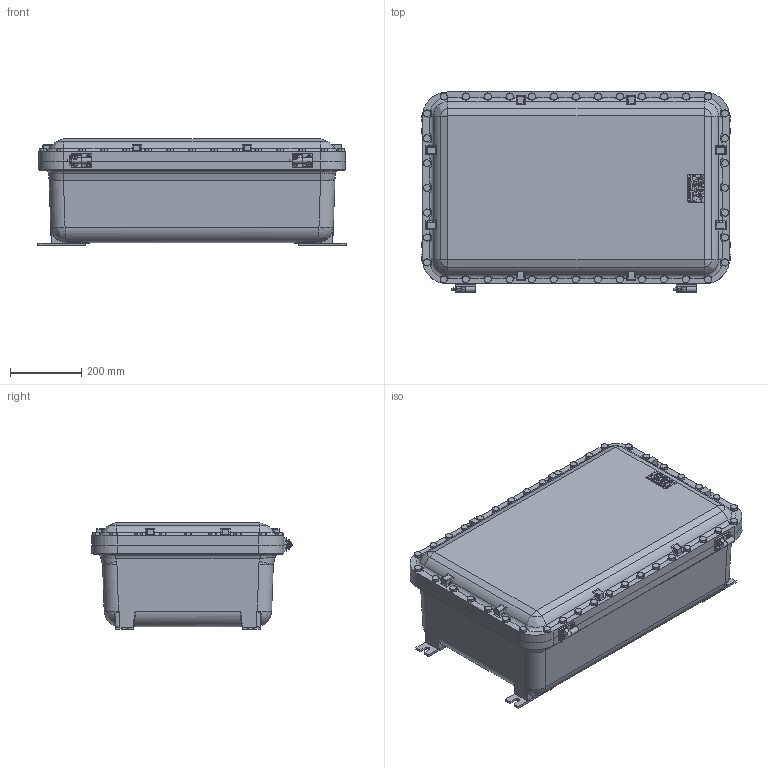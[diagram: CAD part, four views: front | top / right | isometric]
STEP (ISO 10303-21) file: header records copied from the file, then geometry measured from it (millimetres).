
FILE_DESCRIPTION(/* description */ (''),/* implementation_level */ '2;1');
FILE_NAME(/* name */ 'KIL_B7EH.stp',/* time_stamp */ '2018-01-08T12:47:32+05:00',/* author */ ('ypadmaraja'),/* organization */ (''),/* preprocessor_version */ 'ST-DEVELOPER v16.13',/* originating_system */ 'Autodesk Inventor 2018',/* authorisation */ '');
FILE_SCHEMA (('AUTOMOTIVE_DESIGN { 1 0 10303 214 3 1 1 }'));
Products named in the file (14): B7EH; 16429ACAM; 16430-3; 17339; Hinge 11B; 18094; Hinge 11T; 18095; 18093; SAE J487a - 1/8 x 3/4    Extended Prong Square Cut Type; 18147AABB; 0106275B; 16972AAAB; 17341AAAB
Assembly tree (70 placements, depth 3):
  B7EH
    16429ACAM
    16430-3
    17339  x40
    Hinge 11B
      18094
      18093
    Hinge 11T
      18095
      18093
      SAE J487a - 1/8 x 3/4    Extended Prong Square Cut Type
    18147AABB  x8
    0106275B  x4
    16972AAAB  x8
    17341AAAB
Bounding box: 866.65 x 562.71 x 300.36 mm (x, y, z)
Volume: 40437498.7 mm3; surface area: 3274325.4 mm2
Topology: 70 solids, 70 shells, 5632 faces, 15300 edges, 9960 vertices
Faces by surface type: plane 4113, cone 647, cylinder 601, bspline 143, torus 110, sphere 18
Full cylindrical faces by diameter (mm): 1.057 x1, 1.498 x3, 1.524 x1, 2.778 x4, 2.779 x1, 3.581 x4, 4.978 x6, 5.08 x1, 5.613 x8, 6.198 x8, 6.746 x8, 7.798 x8, 8.075 x2, 8.077 x4, 9.286 x8, 10.312 x8, 10.592 x40, 11.43 x40, 12.294 x40, 12.418 x8, 12.675 x40, 13.487 x40, 13.494 x4, 17.272 x40, 19.05 x1
Entity records: 132226 total; most frequent: CARTESIAN_POINT 28810, ORIENTED_EDGE 21752, DIRECTION 19418, EDGE_CURVE 10876, LINE 9300, VECTOR 9300, VERTEX_POINT 7297, AXIS2_PLACEMENT_3D 5059
